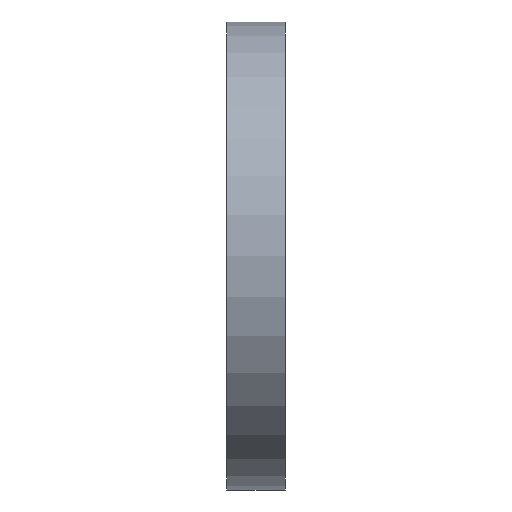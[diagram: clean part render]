
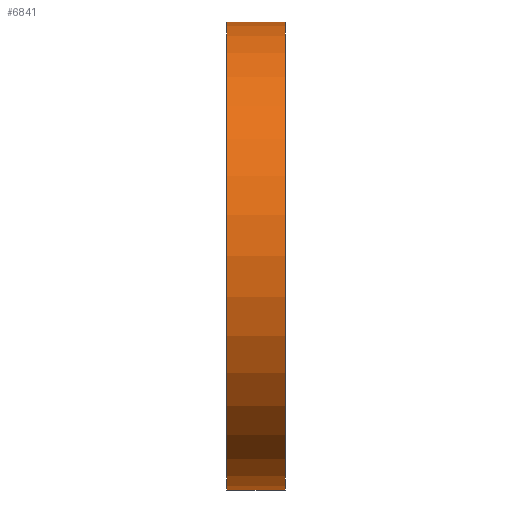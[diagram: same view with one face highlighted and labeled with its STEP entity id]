
A CAD part, left-side view. The second image highlights one B-rep face of the part: STEP entity #6841.
In plain terms, the highlighted cylindrical face has radius 15.975 mm (diameter 31.95 mm), a partial arc.
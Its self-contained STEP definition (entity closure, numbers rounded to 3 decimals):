
#39 = ORIENTED_EDGE ( 'NONE', *, *, #14505, .T. ) ;
#386 = CARTESIAN_POINT ( 'NONE',  ( 0., 2., 15.975 ) ) ;
#975 = CARTESIAN_POINT ( 'NONE',  ( 0., 2., 0. ) ) ;
#1105 = EDGE_CURVE ( 'NONE', #1318, #9054, #10412, .T. ) ;
#1318 = VERTEX_POINT ( 'NONE', #11230 ) ;
#1391 = CARTESIAN_POINT ( 'NONE',  ( 0., -2., 15.975 ) ) ;
#1467 = VECTOR ( 'NONE', #4032, 1000. ) ;
#1859 = VERTEX_POINT ( 'NONE', #9547 ) ;
#2936 = DIRECTION ( 'NONE',  ( 0., 0., 1. ) ) ;
#4032 = DIRECTION ( 'NONE',  ( 0., -1., 0. ) ) ;
#4463 = DIRECTION ( 'NONE',  ( 0., -1., 0. ) ) ;
#5086 = EDGE_CURVE ( 'NONE', #1859, #9054, #12184, .T. ) ;
#5149 = CARTESIAN_POINT ( 'NONE',  ( 0., 2., 0. ) ) ;
#5519 = VERTEX_POINT ( 'NONE', #9043 ) ;
#5538 = VECTOR ( 'NONE', #8595, 1000. ) ;
#5703 = AXIS2_PLACEMENT_3D ( 'NONE', #975, #4463, #14710 ) ;
#6224 = EDGE_LOOP ( 'NONE', ( #11046, #11249, #39, #9274 ) ) ;
#6841 = ADVANCED_FACE ( 'NONE', ( #13644 ), #9378, .T. ) ;
#6941 = DIRECTION ( 'NONE',  ( 0., 1., 0. ) ) ;
#7397 = EDGE_CURVE ( 'NONE', #5519, #1859, #7883, .T. ) ;
#7883 = CIRCLE ( 'NONE', #12937, 15.975 ) ;
#8595 = DIRECTION ( 'NONE',  ( 0., -1., 0. ) ) ;
#8653 = DIRECTION ( 'NONE',  ( 0., 1., 0. ) ) ;
#9043 = CARTESIAN_POINT ( 'NONE',  ( 0., 2., -15.975 ) ) ;
#9054 = VERTEX_POINT ( 'NONE', #1391 ) ;
#9274 = ORIENTED_EDGE ( 'NONE', *, *, #1105, .T. ) ;
#9378 = CYLINDRICAL_SURFACE ( 'NONE', #5703, 15.975 ) ;
#9495 = DIRECTION ( 'NONE',  ( 0., 0., 1. ) ) ;
#9547 = CARTESIAN_POINT ( 'NONE',  ( 0., 2., 15.975 ) ) ;
#10412 = CIRCLE ( 'NONE', #13603, 15.975 ) ;
#10770 = CARTESIAN_POINT ( 'NONE',  ( 0., 2., -15.975 ) ) ;
#11046 = ORIENTED_EDGE ( 'NONE', *, *, #5086, .F. ) ;
#11230 = CARTESIAN_POINT ( 'NONE',  ( 0., -2., -15.975 ) ) ;
#11249 = ORIENTED_EDGE ( 'NONE', *, *, #7397, .F. ) ;
#12184 = LINE ( 'NONE', #386, #5538 ) ;
#12715 = CARTESIAN_POINT ( 'NONE',  ( 0., -2., 0. ) ) ;
#12937 = AXIS2_PLACEMENT_3D ( 'NONE', #5149, #8653, #2936 ) ;
#12979 = LINE ( 'NONE', #10770, #1467 ) ;
#13603 = AXIS2_PLACEMENT_3D ( 'NONE', #12715, #6941, #9495 ) ;
#13644 = FACE_OUTER_BOUND ( 'NONE', #6224, .T. ) ;
#14505 = EDGE_CURVE ( 'NONE', #5519, #1318, #12979, .T. ) ;
#14710 = DIRECTION ( 'NONE',  ( 0., 0., -1. ) ) ;
